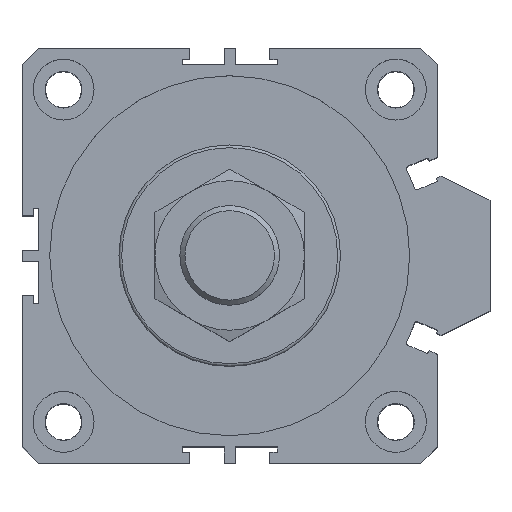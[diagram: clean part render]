
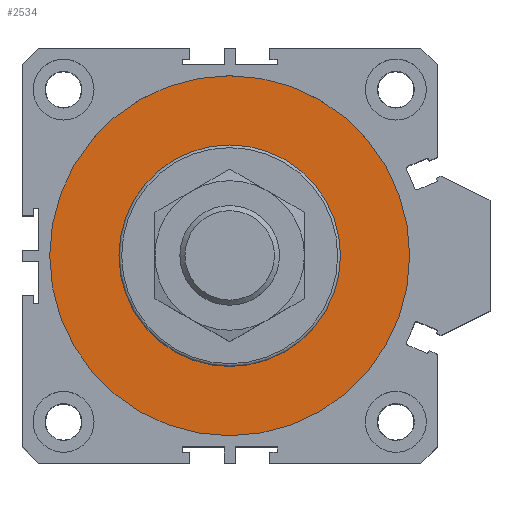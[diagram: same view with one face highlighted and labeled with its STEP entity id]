
A CAD part, top view. The second image highlights one B-rep face of the part: STEP entity #2534.
In plain terms, the highlighted planar face has unit normal (0, 0, 1).
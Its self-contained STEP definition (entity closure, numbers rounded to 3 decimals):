
#110=CIRCLE('',#2753,32.5);
#111=CIRCLE('',#2755,20.);
#663=ORIENTED_EDGE('',*,*,#1126,.T.);
#664=ORIENTED_EDGE('',*,*,#1125,.T.);
#1125=EDGE_CURVE('',#1393,#1393,#110,.T.);
#1126=EDGE_CURVE('',#1394,#1394,#111,.T.);
#1393=VERTEX_POINT('',#4114);
#1394=VERTEX_POINT('',#4117);
#1987=EDGE_LOOP('',(#663));
#1988=EDGE_LOOP('',(#664));
#2215=FACE_BOUND('',#1987,.T.);
#2216=FACE_BOUND('',#1988,.T.);
#2419=PLANE('',#2754);
#2534=ADVANCED_FACE('',(#2215,#2216),#2419,.T.);
#2753=AXIS2_PLACEMENT_3D('',#4113,#3323,#3324);
#2754=AXIS2_PLACEMENT_3D('',#4115,#3325,#3326);
#2755=AXIS2_PLACEMENT_3D('',#4116,#3327,#3328);
#3323=DIRECTION('',(0.,0.,1.));
#3324=DIRECTION('',(1.,0.,0.));
#3325=DIRECTION('',(0.,0.,1.));
#3326=DIRECTION('',(1.,0.,0.));
#3327=DIRECTION('',(0.,0.,-1.));
#3328=DIRECTION('',(-1.,0.,0.));
#4113=CARTESIAN_POINT('',(0.,0.,-2.));
#4114=CARTESIAN_POINT('',(32.5,0.,-2.));
#4115=CARTESIAN_POINT('',(0.,0.,-2.));
#4116=CARTESIAN_POINT('',(0.,0.,-2.));
#4117=CARTESIAN_POINT('',(-20.,0.,-2.));
